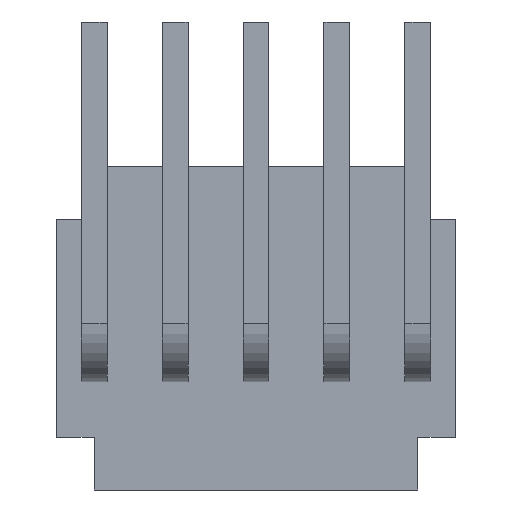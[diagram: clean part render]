
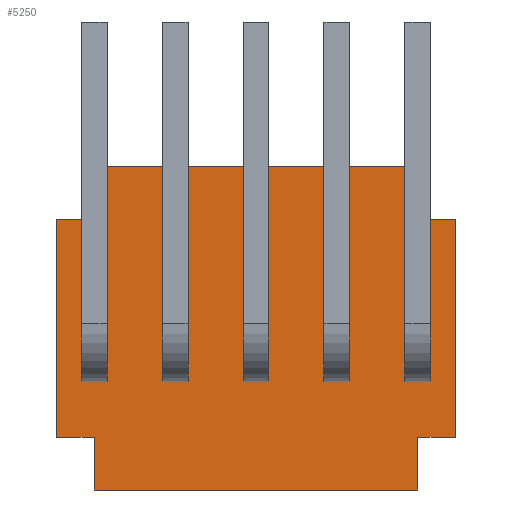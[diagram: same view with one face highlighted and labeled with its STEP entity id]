
A CAD part, front view. The second image highlights one B-rep face of the part: STEP entity #5250.
In plain terms, the highlighted planar face has unit normal (0, -1, 0).
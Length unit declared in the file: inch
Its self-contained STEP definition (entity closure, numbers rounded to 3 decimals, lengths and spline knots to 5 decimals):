
#33=FACE_BOUND('',#627,.T.);
#34=FACE_BOUND('',#628,.T.);
#35=FACE_BOUND('',#629,.T.);
#36=FACE_BOUND('',#630,.T.);
#344=FACE_OUTER_BOUND('',#626,.T.);
#626=EDGE_LOOP('',(#4564,#4565,#4566,#4567,#4568,#4569,#4570,#4571,#4572,
#4573,#4574,#4575));
#627=EDGE_LOOP('',(#4576,#4577,#4578,#4579));
#628=EDGE_LOOP('',(#4580,#4581,#4582,#4583));
#629=EDGE_LOOP('',(#4584,#4585,#4586,#4587));
#630=EDGE_LOOP('',(#4588,#4589,#4590,#4591));
#1132=LINE('',#8002,#1832);
#1139=LINE('',#8019,#1839);
#1236=LINE('',#8217,#1936);
#1239=LINE('',#8225,#1939);
#1243=LINE('',#8232,#1943);
#1261=LINE('',#8264,#1961);
#1263=LINE('',#8270,#1963);
#1267=LINE('',#8277,#1967);
#1271=LINE('',#8286,#1971);
#1275=LINE('',#8293,#1975);
#1278=LINE('',#8300,#1978);
#1285=LINE('',#8312,#1985);
#1286=LINE('',#8316,#1986);
#1293=LINE('',#8328,#1993);
#1297=LINE('',#8335,#1997);
#1301=LINE('',#8342,#2001);
#1303=LINE('',#8347,#2003);
#1307=LINE('',#8354,#2007);
#1318=LINE('',#8374,#2018);
#1319=LINE('',#8376,#2019);
#1320=LINE('',#8377,#2020);
#1321=LINE('',#8379,#2021);
#1322=LINE('',#8381,#2022);
#1323=LINE('',#8382,#2023);
#1324=LINE('',#8383,#2024);
#1325=LINE('',#8384,#2025);
#1326=LINE('',#8385,#2026);
#1327=LINE('',#8386,#2027);
#1832=VECTOR('',#6566,39.37008);
#1839=VECTOR('',#6577,39.37008);
#1936=VECTOR('',#6734,39.37008);
#1939=VECTOR('',#6739,39.37008);
#1943=VECTOR('',#6745,39.37008);
#1961=VECTOR('',#6767,39.37008);
#1963=VECTOR('',#6771,39.37008);
#1967=VECTOR('',#6777,39.37008);
#1971=VECTOR('',#6783,39.37008);
#1975=VECTOR('',#6789,39.37008);
#1978=VECTOR('',#6794,39.37008);
#1985=VECTOR('',#6803,39.37008);
#1986=VECTOR('',#6806,39.37008);
#1993=VECTOR('',#6815,39.37008);
#1997=VECTOR('',#6821,39.37008);
#2001=VECTOR('',#6827,39.37008);
#2003=VECTOR('',#6831,39.37008);
#2007=VECTOR('',#6837,39.37008);
#2018=VECTOR('',#6854,39.37008);
#2019=VECTOR('',#6855,39.37008);
#2020=VECTOR('',#6856,39.37008);
#2021=VECTOR('',#6857,39.37008);
#2022=VECTOR('',#6858,39.37008);
#2023=VECTOR('',#6859,39.37008);
#2024=VECTOR('',#6860,39.37008);
#2025=VECTOR('',#6861,39.37008);
#2026=VECTOR('',#6862,39.37008);
#2027=VECTOR('',#6863,39.37008);
#2390=VERTEX_POINT('',#7995);
#2393=VERTEX_POINT('',#8000);
#2400=VERTEX_POINT('',#8016);
#2401=VERTEX_POINT('',#8018);
#2469=VERTEX_POINT('',#8210);
#2472=VERTEX_POINT('',#8215);
#2475=VERTEX_POINT('',#8222);
#2476=VERTEX_POINT('',#8224);
#2491=VERTEX_POINT('',#8266);
#2493=VERTEX_POINT('',#8269);
#2495=VERTEX_POINT('',#8276);
#2497=VERTEX_POINT('',#8282);
#2499=VERTEX_POINT('',#8285);
#2501=VERTEX_POINT('',#8292);
#2503=VERTEX_POINT('',#8298);
#2504=VERTEX_POINT('',#8299);
#2508=VERTEX_POINT('',#8308);
#2509=VERTEX_POINT('',#8314);
#2510=VERTEX_POINT('',#8315);
#2514=VERTEX_POINT('',#8324);
#2516=VERTEX_POINT('',#8331);
#2518=VERTEX_POINT('',#8338);
#2519=VERTEX_POINT('',#8344);
#2521=VERTEX_POINT('',#8351);
#2528=VERTEX_POINT('',#8373);
#2529=VERTEX_POINT('',#8375);
#2530=VERTEX_POINT('',#8378);
#2531=VERTEX_POINT('',#8380);
#3048=EDGE_CURVE('',#2393,#2390,#1132,.T.);
#3055=EDGE_CURVE('',#2400,#2401,#1139,.T.);
#3152=EDGE_CURVE('',#2472,#2469,#1236,.T.);
#3155=EDGE_CURVE('',#2475,#2476,#1239,.T.);
#3159=EDGE_CURVE('',#2401,#2393,#1243,.T.);
#3177=EDGE_CURVE('',#2476,#2472,#1261,.T.);
#3179=EDGE_CURVE('',#2493,#2491,#1263,.T.);
#3183=EDGE_CURVE('',#2495,#2493,#1267,.T.);
#3187=EDGE_CURVE('',#2499,#2497,#1271,.T.);
#3191=EDGE_CURVE('',#2501,#2499,#1275,.T.);
#3194=EDGE_CURVE('',#2503,#2504,#1278,.T.);
#3201=EDGE_CURVE('',#2508,#2503,#1285,.T.);
#3202=EDGE_CURVE('',#2509,#2510,#1286,.T.);
#3209=EDGE_CURVE('',#2514,#2509,#1293,.T.);
#3213=EDGE_CURVE('',#2516,#2495,#1297,.T.);
#3217=EDGE_CURVE('',#2518,#2501,#1301,.T.);
#3219=EDGE_CURVE('',#2504,#2519,#1303,.T.);
#3223=EDGE_CURVE('',#2510,#2521,#1307,.T.);
#3234=EDGE_CURVE('',#2475,#2528,#1318,.T.);
#3235=EDGE_CURVE('',#2528,#2529,#1319,.T.);
#3236=EDGE_CURVE('',#2529,#2390,#1320,.T.);
#3237=EDGE_CURVE('',#2400,#2530,#1321,.T.);
#3238=EDGE_CURVE('',#2530,#2531,#1322,.T.);
#3239=EDGE_CURVE('',#2531,#2469,#1323,.T.);
#3240=EDGE_CURVE('',#2519,#2508,#1324,.T.);
#3241=EDGE_CURVE('',#2521,#2514,#1325,.T.);
#3242=EDGE_CURVE('',#2497,#2518,#1326,.T.);
#3243=EDGE_CURVE('',#2491,#2516,#1327,.T.);
#4564=ORIENTED_EDGE('',*,*,#3155,.F.);
#4565=ORIENTED_EDGE('',*,*,#3234,.T.);
#4566=ORIENTED_EDGE('',*,*,#3235,.T.);
#4567=ORIENTED_EDGE('',*,*,#3236,.T.);
#4568=ORIENTED_EDGE('',*,*,#3048,.F.);
#4569=ORIENTED_EDGE('',*,*,#3159,.F.);
#4570=ORIENTED_EDGE('',*,*,#3055,.F.);
#4571=ORIENTED_EDGE('',*,*,#3237,.T.);
#4572=ORIENTED_EDGE('',*,*,#3238,.T.);
#4573=ORIENTED_EDGE('',*,*,#3239,.T.);
#4574=ORIENTED_EDGE('',*,*,#3152,.F.);
#4575=ORIENTED_EDGE('',*,*,#3177,.F.);
#4576=ORIENTED_EDGE('',*,*,#3240,.T.);
#4577=ORIENTED_EDGE('',*,*,#3201,.T.);
#4578=ORIENTED_EDGE('',*,*,#3194,.T.);
#4579=ORIENTED_EDGE('',*,*,#3219,.T.);
#4580=ORIENTED_EDGE('',*,*,#3241,.T.);
#4581=ORIENTED_EDGE('',*,*,#3209,.T.);
#4582=ORIENTED_EDGE('',*,*,#3202,.T.);
#4583=ORIENTED_EDGE('',*,*,#3223,.T.);
#4584=ORIENTED_EDGE('',*,*,#3187,.T.);
#4585=ORIENTED_EDGE('',*,*,#3242,.T.);
#4586=ORIENTED_EDGE('',*,*,#3217,.T.);
#4587=ORIENTED_EDGE('',*,*,#3191,.T.);
#4588=ORIENTED_EDGE('',*,*,#3179,.T.);
#4589=ORIENTED_EDGE('',*,*,#3243,.T.);
#4590=ORIENTED_EDGE('',*,*,#3213,.T.);
#4591=ORIENTED_EDGE('',*,*,#3183,.T.);
#4978=PLANE('',#5603);
#5250=ADVANCED_FACE('',(#344,#33,#34,#35,#36),#4978,.F.);
#5603=AXIS2_PLACEMENT_3D('',#8372,#6852,#6853);
#6566=DIRECTION('',(1.,0.,0.));
#6577=DIRECTION('',(-1.,0.,0.));
#6734=DIRECTION('',(-1.,0.,0.));
#6739=DIRECTION('',(1.,0.,0.));
#6745=DIRECTION('',(0.,0.,1.));
#6767=DIRECTION('',(0.,0.,-1.));
#6771=DIRECTION('',(-1.,0.,0.));
#6777=DIRECTION('',(0.,0.,-1.));
#6783=DIRECTION('',(-1.,0.,0.));
#6789=DIRECTION('',(0.,0.,-1.));
#6794=DIRECTION('',(0.,0.,1.));
#6803=DIRECTION('',(-1.,0.,0.));
#6806=DIRECTION('',(0.,0.,1.));
#6815=DIRECTION('',(-1.,0.,0.));
#6821=DIRECTION('',(1.,0.,0.));
#6827=DIRECTION('',(1.,0.,0.));
#6831=DIRECTION('',(1.,0.,0.));
#6837=DIRECTION('',(1.,0.,0.));
#6852=DIRECTION('center_axis',(0.,1.,0.));
#6853=DIRECTION('ref_axis',(0.,0.,1.));
#6854=DIRECTION('',(0.,0.,1.));
#6855=DIRECTION('',(-1.,0.,0.));
#6856=DIRECTION('',(0.,0.,-1.));
#6857=DIRECTION('',(0.,0.,-1.));
#6858=DIRECTION('',(1.,0.,0.));
#6859=DIRECTION('',(0.,0.,1.));
#6860=DIRECTION('',(0.,0.,-1.));
#6861=DIRECTION('',(0.,0.,-1.));
#6862=DIRECTION('',(0.,0.,1.));
#6863=DIRECTION('',(0.,0.,1.));
#7995=CARTESIAN_POINT('',(-0.1,0.,0.0675));
#8000=CARTESIAN_POINT('',(-0.1235,0.,0.0675));
#8002=CARTESIAN_POINT('',(-0.1235,0.,0.0675));
#8016=CARTESIAN_POINT('',(-0.1,0.,-0.0675));
#8018=CARTESIAN_POINT('',(-0.1235,0.,-0.0675));
#8019=CARTESIAN_POINT('',(0.1235,0.,-0.0675));
#8210=CARTESIAN_POINT('',(0.1,0.,-0.0675));
#8215=CARTESIAN_POINT('',(0.1235,0.,-0.0675));
#8217=CARTESIAN_POINT('',(0.1235,0.,-0.0675));
#8222=CARTESIAN_POINT('',(0.1,0.,0.0675));
#8224=CARTESIAN_POINT('',(0.1235,0.,0.0675));
#8225=CARTESIAN_POINT('',(-0.1235,0.,0.0675));
#8232=CARTESIAN_POINT('',(-0.1235,0.,-0.0675));
#8264=CARTESIAN_POINT('',(0.1235,0.,0.0675));
#8266=CARTESIAN_POINT('',(0.1,0.,-0.0325));
#8269=CARTESIAN_POINT('',(0.108,0.,-0.0325));
#8270=CARTESIAN_POINT('',(0.108,0.,-0.0325));
#8276=CARTESIAN_POINT('',(0.108,0.,-0.0165));
#8277=CARTESIAN_POINT('',(0.108,0.,-0.0165));
#8282=CARTESIAN_POINT('',(0.1,0.,0.0175));
#8285=CARTESIAN_POINT('',(0.108,0.,0.0175));
#8286=CARTESIAN_POINT('',(0.108,0.,0.0175));
#8292=CARTESIAN_POINT('',(0.108,0.,0.0335));
#8293=CARTESIAN_POINT('',(0.108,0.,0.0335));
#8298=CARTESIAN_POINT('',(-0.108,0.,-0.0325));
#8299=CARTESIAN_POINT('',(-0.108,0.,-0.0165));
#8300=CARTESIAN_POINT('',(-0.108,0.,-0.0325));
#8308=CARTESIAN_POINT('',(-0.1,0.,-0.0325));
#8312=CARTESIAN_POINT('',(-0.092,0.,-0.0325));
#8314=CARTESIAN_POINT('',(-0.108,0.,0.0175));
#8315=CARTESIAN_POINT('',(-0.108,0.,0.0335));
#8316=CARTESIAN_POINT('',(-0.108,0.,0.0175));
#8324=CARTESIAN_POINT('',(-0.1,0.,0.0175));
#8328=CARTESIAN_POINT('',(-0.092,0.,0.0175));
#8331=CARTESIAN_POINT('',(0.1,0.,-0.0165));
#8335=CARTESIAN_POINT('',(0.092,0.,-0.0165));
#8338=CARTESIAN_POINT('',(0.1,0.,0.0335));
#8342=CARTESIAN_POINT('',(0.092,0.,0.0335));
#8344=CARTESIAN_POINT('',(-0.1,0.,-0.0165));
#8347=CARTESIAN_POINT('',(-0.108,0.,-0.0165));
#8351=CARTESIAN_POINT('',(-0.1,0.,0.0335));
#8354=CARTESIAN_POINT('',(-0.108,0.,0.0335));
#8372=CARTESIAN_POINT('Origin',(0.,0.,0.));
#8373=CARTESIAN_POINT('',(0.1,0.,0.1));
#8374=CARTESIAN_POINT('',(0.1,0.,-0.1));
#8375=CARTESIAN_POINT('',(-0.1,0.,0.1));
#8376=CARTESIAN_POINT('',(0.1,0.,0.1));
#8377=CARTESIAN_POINT('',(-0.1,0.,0.1));
#8378=CARTESIAN_POINT('',(-0.1,0.,-0.1));
#8379=CARTESIAN_POINT('',(-0.1,0.,0.1));
#8380=CARTESIAN_POINT('',(0.1,0.,-0.1));
#8381=CARTESIAN_POINT('',(-0.1,0.,-0.1));
#8382=CARTESIAN_POINT('',(0.1,0.,-0.1));
#8383=CARTESIAN_POINT('',(-0.1,0.,0.1));
#8384=CARTESIAN_POINT('',(-0.1,0.,0.1));
#8385=CARTESIAN_POINT('',(0.1,0.,-0.1));
#8386=CARTESIAN_POINT('',(0.1,0.,-0.1));
